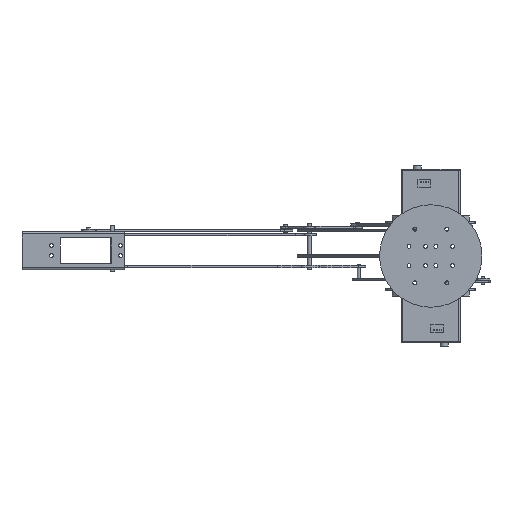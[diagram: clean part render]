
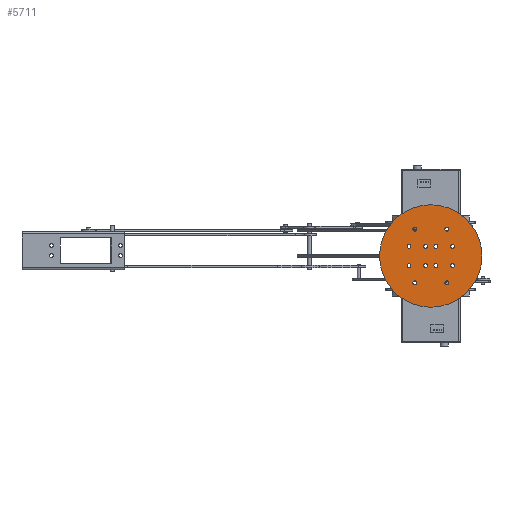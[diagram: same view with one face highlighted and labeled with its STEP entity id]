
A CAD part, front view. The second image highlights one B-rep face of the part: STEP entity #5711.
In plain terms, the highlighted planar face has unit normal (0, -1, 0).
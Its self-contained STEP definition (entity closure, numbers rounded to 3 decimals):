
#218=FACE_BOUND('',#855,.T.);
#219=FACE_BOUND('',#856,.T.);
#220=FACE_BOUND('',#857,.T.);
#221=FACE_BOUND('',#858,.T.);
#222=FACE_BOUND('',#859,.T.);
#223=FACE_BOUND('',#860,.T.);
#224=FACE_BOUND('',#861,.T.);
#225=FACE_BOUND('',#862,.T.);
#226=FACE_BOUND('',#863,.T.);
#227=FACE_BOUND('',#864,.T.);
#228=FACE_BOUND('',#865,.T.);
#229=FACE_BOUND('',#866,.T.);
#350=PLANE('',#6397);
#522=FACE_OUTER_BOUND('',#854,.T.);
#854=EDGE_LOOP('',(#3989));
#855=EDGE_LOOP('',(#3990));
#856=EDGE_LOOP('',(#3991));
#857=EDGE_LOOP('',(#3992));
#858=EDGE_LOOP('',(#3993));
#859=EDGE_LOOP('',(#3994));
#860=EDGE_LOOP('',(#3995));
#861=EDGE_LOOP('',(#3996));
#862=EDGE_LOOP('',(#3997));
#863=EDGE_LOOP('',(#3998));
#864=EDGE_LOOP('',(#3999));
#865=EDGE_LOOP('',(#4000));
#866=EDGE_LOOP('',(#4001));
#2278=CIRCLE('',#6359,1.5);
#2280=CIRCLE('',#6362,1.5);
#2282=CIRCLE('',#6365,1.5);
#2284=CIRCLE('',#6368,1.5);
#2286=CIRCLE('',#6371,1.5);
#2288=CIRCLE('',#6374,1.5);
#2290=CIRCLE('',#6377,1.5);
#2292=CIRCLE('',#6380,1.5);
#2294=CIRCLE('',#6383,1.5);
#2296=CIRCLE('',#6386,1.5);
#2298=CIRCLE('',#6389,1.5);
#2300=CIRCLE('',#6392,1.5);
#2302=CIRCLE('',#6395,40.);
#2586=VERTEX_POINT('',#8899);
#2588=VERTEX_POINT('',#8905);
#2590=VERTEX_POINT('',#8911);
#2592=VERTEX_POINT('',#8917);
#2594=VERTEX_POINT('',#8923);
#2596=VERTEX_POINT('',#8929);
#2598=VERTEX_POINT('',#8935);
#2600=VERTEX_POINT('',#8941);
#2602=VERTEX_POINT('',#8947);
#2604=VERTEX_POINT('',#8953);
#2606=VERTEX_POINT('',#8959);
#2608=VERTEX_POINT('',#8965);
#2610=VERTEX_POINT('',#8971);
#3119=EDGE_CURVE('',#2586,#2586,#2278,.T.);
#3122=EDGE_CURVE('',#2588,#2588,#2280,.T.);
#3125=EDGE_CURVE('',#2590,#2590,#2282,.T.);
#3128=EDGE_CURVE('',#2592,#2592,#2284,.T.);
#3131=EDGE_CURVE('',#2594,#2594,#2286,.T.);
#3134=EDGE_CURVE('',#2596,#2596,#2288,.T.);
#3137=EDGE_CURVE('',#2598,#2598,#2290,.T.);
#3140=EDGE_CURVE('',#2600,#2600,#2292,.T.);
#3143=EDGE_CURVE('',#2602,#2602,#2294,.T.);
#3146=EDGE_CURVE('',#2604,#2604,#2296,.T.);
#3149=EDGE_CURVE('',#2606,#2606,#2298,.T.);
#3152=EDGE_CURVE('',#2608,#2608,#2300,.T.);
#3155=EDGE_CURVE('',#2610,#2610,#2302,.T.);
#3989=ORIENTED_EDGE('',*,*,#3155,.F.);
#3990=ORIENTED_EDGE('',*,*,#3152,.F.);
#3991=ORIENTED_EDGE('',*,*,#3149,.F.);
#3992=ORIENTED_EDGE('',*,*,#3146,.F.);
#3993=ORIENTED_EDGE('',*,*,#3143,.F.);
#3994=ORIENTED_EDGE('',*,*,#3140,.F.);
#3995=ORIENTED_EDGE('',*,*,#3137,.F.);
#3996=ORIENTED_EDGE('',*,*,#3134,.F.);
#3997=ORIENTED_EDGE('',*,*,#3131,.F.);
#3998=ORIENTED_EDGE('',*,*,#3128,.F.);
#3999=ORIENTED_EDGE('',*,*,#3125,.F.);
#4000=ORIENTED_EDGE('',*,*,#3122,.F.);
#4001=ORIENTED_EDGE('',*,*,#3119,.F.);
#5711=ADVANCED_FACE('',(#522,#218,#219,#220,#221,#222,#223,#224,#225,#226,
#227,#228,#229),#350,.F.);
#6359=AXIS2_PLACEMENT_3D('',#8901,#7046,#7047);
#6362=AXIS2_PLACEMENT_3D('',#8907,#7053,#7054);
#6365=AXIS2_PLACEMENT_3D('',#8913,#7060,#7061);
#6368=AXIS2_PLACEMENT_3D('',#8919,#7067,#7068);
#6371=AXIS2_PLACEMENT_3D('',#8925,#7074,#7075);
#6374=AXIS2_PLACEMENT_3D('',#8931,#7081,#7082);
#6377=AXIS2_PLACEMENT_3D('',#8937,#7088,#7089);
#6380=AXIS2_PLACEMENT_3D('',#8943,#7095,#7096);
#6383=AXIS2_PLACEMENT_3D('',#8949,#7102,#7103);
#6386=AXIS2_PLACEMENT_3D('',#8955,#7109,#7110);
#6389=AXIS2_PLACEMENT_3D('',#8961,#7116,#7117);
#6392=AXIS2_PLACEMENT_3D('',#8967,#7123,#7124);
#6395=AXIS2_PLACEMENT_3D('',#8973,#7130,#7131);
#6397=AXIS2_PLACEMENT_3D('',#8975,#7134,#7135);
#7046=DIRECTION('center_axis',(0.,-1.,0.));
#7047=DIRECTION('ref_axis',(1.,0.,0.));
#7053=DIRECTION('center_axis',(0.,-1.,0.));
#7054=DIRECTION('ref_axis',(1.,0.,0.));
#7060=DIRECTION('center_axis',(0.,-1.,0.));
#7061=DIRECTION('ref_axis',(1.,0.,0.));
#7067=DIRECTION('center_axis',(0.,-1.,0.));
#7068=DIRECTION('ref_axis',(1.,0.,0.));
#7074=DIRECTION('center_axis',(0.,-1.,0.));
#7075=DIRECTION('ref_axis',(1.,0.,0.));
#7081=DIRECTION('center_axis',(0.,-1.,0.));
#7082=DIRECTION('ref_axis',(1.,0.,0.));
#7088=DIRECTION('center_axis',(0.,-1.,0.));
#7089=DIRECTION('ref_axis',(1.,0.,0.));
#7095=DIRECTION('center_axis',(0.,-1.,0.));
#7096=DIRECTION('ref_axis',(1.,0.,0.));
#7102=DIRECTION('center_axis',(0.,-1.,0.));
#7103=DIRECTION('ref_axis',(1.,0.,0.));
#7109=DIRECTION('center_axis',(0.,-1.,0.));
#7110=DIRECTION('ref_axis',(1.,0.,0.));
#7116=DIRECTION('center_axis',(0.,-1.,0.));
#7117=DIRECTION('ref_axis',(1.,0.,0.));
#7123=DIRECTION('center_axis',(0.,-1.,0.));
#7124=DIRECTION('ref_axis',(1.,0.,0.));
#7130=DIRECTION('center_axis',(0.,1.,0.));
#7131=DIRECTION('ref_axis',(-1.,0.,0.));
#7134=DIRECTION('center_axis',(0.,1.,0.));
#7135=DIRECTION('ref_axis',(0.,0.,1.));
#8899=CARTESIAN_POINT('',(-5.5,0.,-7.5));
#8901=CARTESIAN_POINT('Origin',(-4.,0.,-7.5));
#8905=CARTESIAN_POINT('',(-18.5,0.,-7.5));
#8907=CARTESIAN_POINT('Origin',(-17.,0.,-7.5));
#8911=CARTESIAN_POINT('',(-14.,0.,-21.));
#8913=CARTESIAN_POINT('Origin',(-12.5,0.,-21.));
#8917=CARTESIAN_POINT('',(11.,0.,-21.));
#8919=CARTESIAN_POINT('Origin',(12.5,0.,-21.));
#8923=CARTESIAN_POINT('',(15.5,0.,-7.5));
#8925=CARTESIAN_POINT('Origin',(17.,0.,-7.5));
#8929=CARTESIAN_POINT('',(2.5,0.,-7.5));
#8931=CARTESIAN_POINT('Origin',(4.,0.,-7.5));
#8935=CARTESIAN_POINT('',(2.5,0.,7.5));
#8937=CARTESIAN_POINT('Origin',(4.,0.,7.5));
#8941=CARTESIAN_POINT('',(15.5,0.,7.5));
#8943=CARTESIAN_POINT('Origin',(17.,0.,7.5));
#8947=CARTESIAN_POINT('',(11.,0.,21.));
#8949=CARTESIAN_POINT('Origin',(12.5,0.,21.));
#8953=CARTESIAN_POINT('',(-5.5,0.,7.5));
#8955=CARTESIAN_POINT('Origin',(-4.,0.,7.5));
#8959=CARTESIAN_POINT('',(-14.,0.,21.));
#8961=CARTESIAN_POINT('Origin',(-12.5,0.,21.));
#8965=CARTESIAN_POINT('',(-18.5,0.,7.5));
#8967=CARTESIAN_POINT('Origin',(-17.,0.,7.5));
#8971=CARTESIAN_POINT('',(40.,0.,0.));
#8973=CARTESIAN_POINT('Origin',(0.,0.,0.));
#8975=CARTESIAN_POINT('Origin',(0.,0.,0.));
